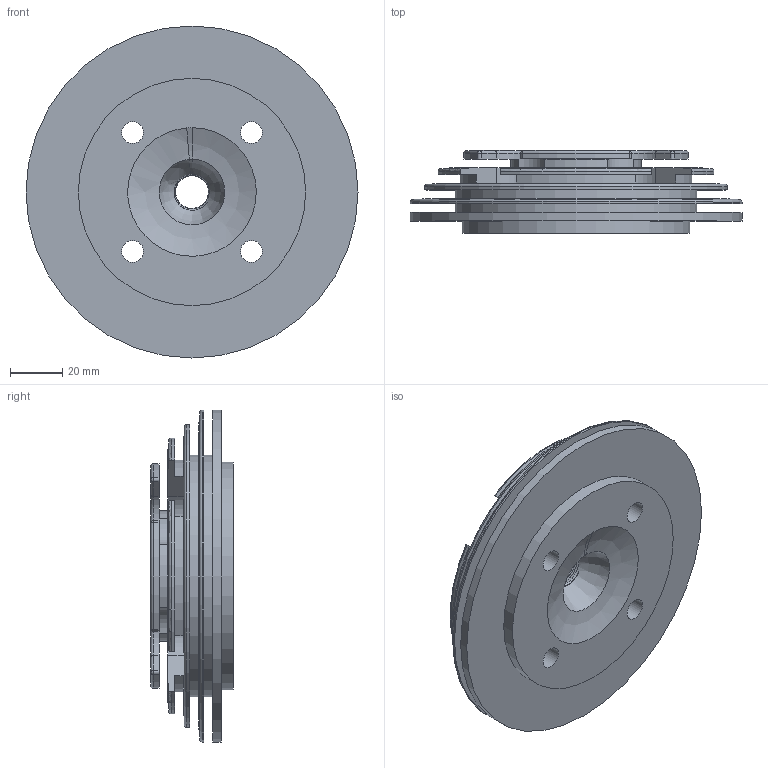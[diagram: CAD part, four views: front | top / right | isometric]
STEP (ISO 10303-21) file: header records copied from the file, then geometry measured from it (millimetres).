
FILE_DESCRIPTION(/* description */ (''),/* implementation_level */ '2;1');
FILE_NAME(/* name */ 'CNCBilletHead v1.step',/* time_stamp */ '2022-05-18T18:32:19-04:00',/* author */ (''),/* organization */ (''),/* preprocessor_version */ 'ST-DEVELOPER v18.1',/* originating_system */ 'Autodesk Translation Framework v10.14.0.1471',/* authorisation */ '');
FILE_SCHEMA (('AUTOMOTIVE_DESIGN { 1 0 10303 214 3 1 1 }'));
Length unit declared in the file: inch
Products named in the file (1): CNCBilletHead
Bounding box: 127 x 31.7 x 127 mm (x, y, z)
Volume: 194579.4 mm3; surface area: 66840.6 mm2
Topology: 1 solids, 1 shells, 153 faces, 391 edges, 248 vertices
Faces by surface type: cylinder 68, plane 46, torus 14, cone 10, sphere 8, bspline 7
Full cylindrical faces by diameter (mm): 8.331 x4, 12.522 x10, 31.42 x1, 86.995 x1, 92.477 x2, 115.926 x1, 117.706 x1, 127 x2
Entity records: 6376 total; most frequent: CARTESIAN_POINT 2644, DIRECTION 795, ORIENTED_EDGE 782, EDGE_CURVE 391, AXIS2_PLACEMENT_3D 317, VERTEX_POINT 248, EDGE_LOOP 171, CIRCLE 170
